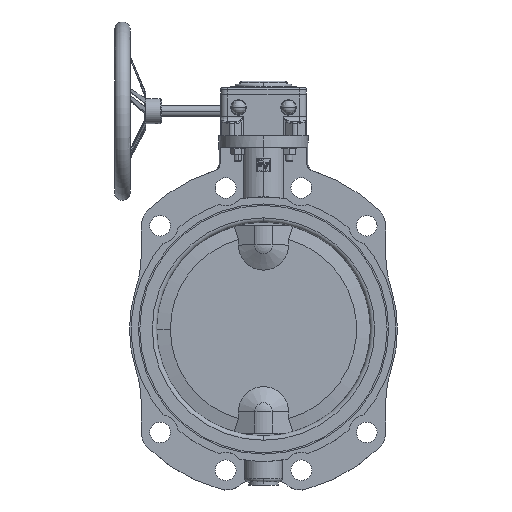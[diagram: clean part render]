
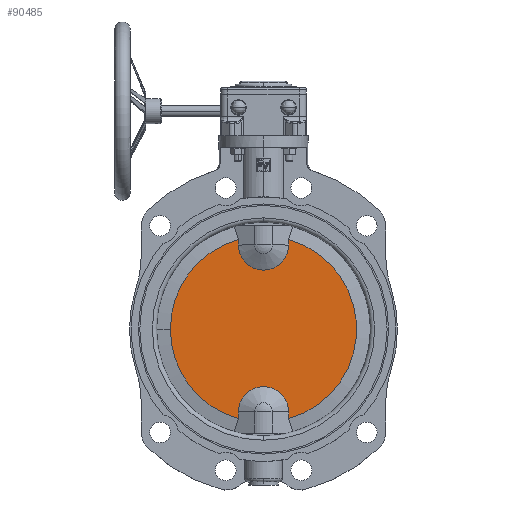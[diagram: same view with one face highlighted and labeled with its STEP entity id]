
A CAD part, top view. The second image highlights one B-rep face of the part: STEP entity #90485.
In plain terms, the highlighted planar face has unit normal (0, 0, 1).
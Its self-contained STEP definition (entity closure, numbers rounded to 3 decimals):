
#643 = CIRCLE ( 'NONE', #57290, 35.278 ) ;
#772 = ORIENTED_EDGE ( 'NONE', *, *, #25553, .T. ) ;
#1403 = CARTESIAN_POINT ( 'NONE',  ( -130.598, 0., 8.5 ) ) ;
#4802 = CARTESIAN_POINT ( 'NONE',  ( 0., 0., 8.5 ) ) ;
#11942 = AXIS2_PLACEMENT_3D ( 'NONE', #1403, #25665, #82133 ) ;
#17195 = DIRECTION ( 'NONE',  ( 0., 1., 0. ) ) ;
#20645 = CARTESIAN_POINT ( 'NONE',  ( 35.278, 125.744, 8.5 ) ) ;
#22797 = EDGE_CURVE ( 'NONE', #90478, #31533, #88512, .T. ) ;
#24263 = CARTESIAN_POINT ( 'NONE',  ( -35.278, 0., 8.5 ) ) ;
#24850 = LINE ( 'NONE', #44983, #57688 ) ;
#25355 = VERTEX_POINT ( 'NONE', #20645 ) ;
#25553 = EDGE_CURVE ( 'NONE', #83942, #38626, #63518, .T. ) ;
#25665 = DIRECTION ( 'NONE',  ( 0., 0., -1. ) ) ;
#27769 = CARTESIAN_POINT ( 'NONE',  ( -35.278, -116., 8.5 ) ) ;
#27980 = DIRECTION ( 'NONE',  ( 0., 1., 0. ) ) ;
#28496 = VERTEX_POINT ( 'NONE', #50786 ) ;
#29302 = DIRECTION ( 'NONE',  ( 1., 0., 0. ) ) ;
#31161 = CIRCLE ( 'NONE', #92140, 130.598 ) ;
#31533 = VERTEX_POINT ( 'NONE', #75451 ) ;
#31793 = DIRECTION ( 'NONE',  ( -1., 0., 0. ) ) ;
#32058 = ORIENTED_EDGE ( 'NONE', *, *, #103764, .T. ) ;
#33159 = ORIENTED_EDGE ( 'NONE', *, *, #104126, .T. ) ;
#33811 = PLANE ( 'NONE',  #11942 ) ;
#36463 = AXIS2_PLACEMENT_3D ( 'NONE', #57896, #82934, #98779 ) ;
#38434 = ORIENTED_EDGE ( 'NONE', *, *, #22797, .F. ) ;
#38626 = VERTEX_POINT ( 'NONE', #53707 ) ;
#40344 = DIRECTION ( 'NONE',  ( 0., 0., 1. ) ) ;
#44231 = CARTESIAN_POINT ( 'NONE',  ( 35.278, 118., 8.5 ) ) ;
#44983 = CARTESIAN_POINT ( 'NONE',  ( 35.278, 0., 8.5 ) ) ;
#45381 = CARTESIAN_POINT ( 'NONE',  ( -130.598, 0., 8.5 ) ) ;
#47907 = ORIENTED_EDGE ( 'NONE', *, *, #99099, .F. ) ;
#50786 = CARTESIAN_POINT ( 'NONE',  ( -35.278, -125.744, 8.5 ) ) ;
#53707 = CARTESIAN_POINT ( 'NONE',  ( -35.278, 125.744, 8.5 ) ) ;
#53794 = CIRCLE ( 'NONE', #84674, 130.598 ) ;
#55233 = LINE ( 'NONE', #24263, #93088 ) ;
#55366 = VERTEX_POINT ( 'NONE', #45381 ) ;
#56921 = VECTOR ( 'NONE', #63837, 1000. ) ;
#57290 = AXIS2_PLACEMENT_3D ( 'NONE', #79116, #40344, #31793 ) ;
#57464 = CARTESIAN_POINT ( 'NONE',  ( 35.278, -125.744, 8.5 ) ) ;
#57688 = VECTOR ( 'NONE', #27980, 1000. ) ;
#57896 = CARTESIAN_POINT ( 'NONE',  ( 0., 118., 8.5 ) ) ;
#59175 = EDGE_CURVE ( 'NONE', #28496, #104656, #55233, .T. ) ;
#59654 = EDGE_CURVE ( 'NONE', #55366, #28496, #53794, .T. ) ;
#61242 = DIRECTION ( 'NONE',  ( 1., 0., 0. ) ) ;
#62225 = ORIENTED_EDGE ( 'NONE', *, *, #99938, .F. ) ;
#63518 = LINE ( 'NONE', #83722, #72302 ) ;
#63837 = DIRECTION ( 'NONE',  ( 0., 1., 0. ) ) ;
#64413 = ORIENTED_EDGE ( 'NONE', *, *, #59654, .T. ) ;
#66428 = VERTEX_POINT ( 'NONE', #44231 ) ;
#66634 = ORIENTED_EDGE ( 'NONE', *, *, #100074, .F. ) ;
#68091 = FACE_OUTER_BOUND ( 'NONE', #90250, .T. ) ;
#69014 = DIRECTION ( 'NONE',  ( 0., 0., 1. ) ) ;
#69374 = CARTESIAN_POINT ( 'NONE',  ( 0., 0., 8.5 ) ) ;
#72302 = VECTOR ( 'NONE', #99226, 1000. ) ;
#75451 = CARTESIAN_POINT ( 'NONE',  ( 35.278, -116., 8.5 ) ) ;
#77633 = CARTESIAN_POINT ( 'NONE',  ( 0., 0., 8.5 ) ) ;
#77915 = AXIS2_PLACEMENT_3D ( 'NONE', #4802, #69014, #61242 ) ;
#78780 = CIRCLE ( 'NONE', #36463, 35.278 ) ;
#79116 = CARTESIAN_POINT ( 'NONE',  ( 0., -116., 8.5 ) ) ;
#82133 = DIRECTION ( 'NONE',  ( -1., 0., 0. ) ) ;
#82934 = DIRECTION ( 'NONE',  ( 0., 0., 1. ) ) ;
#83722 = CARTESIAN_POINT ( 'NONE',  ( -35.278, 0., 8.5 ) ) ;
#83942 = VERTEX_POINT ( 'NONE', #100038 ) ;
#84674 = AXIS2_PLACEMENT_3D ( 'NONE', #69374, #85609, #85943 ) ;
#85609 = DIRECTION ( 'NONE',  ( 0., 0., 1. ) ) ;
#85943 = DIRECTION ( 'NONE',  ( 1., 0., 0. ) ) ;
#86452 = DIRECTION ( 'NONE',  ( 0., 0., 1. ) ) ;
#88512 = LINE ( 'NONE', #97244, #56921 ) ;
#90250 = EDGE_LOOP ( 'NONE', ( #38434, #32058, #47907, #66634, #772, #33159, #64413, #104378, #62225 ) ) ;
#90478 = VERTEX_POINT ( 'NONE', #57464 ) ;
#90485 = ADVANCED_FACE ( 'NONE', ( #68091 ), #33811, .F. ) ;
#92140 = AXIS2_PLACEMENT_3D ( 'NONE', #77633, #86452, #29302 ) ;
#93088 = VECTOR ( 'NONE', #17195, 1000. ) ;
#94430 = CIRCLE ( 'NONE', #77915, 130.598 ) ;
#97244 = CARTESIAN_POINT ( 'NONE',  ( 35.278, 0., 8.5 ) ) ;
#98779 = DIRECTION ( 'NONE',  ( -1., 0., 0. ) ) ;
#99099 = EDGE_CURVE ( 'NONE', #66428, #25355, #24850, .T. ) ;
#99226 = DIRECTION ( 'NONE',  ( 0., 1., 0. ) ) ;
#99938 = EDGE_CURVE ( 'NONE', #31533, #104656, #643, .T. ) ;
#100038 = CARTESIAN_POINT ( 'NONE',  ( -35.278, 118., 8.5 ) ) ;
#100074 = EDGE_CURVE ( 'NONE', #83942, #66428, #78780, .T. ) ;
#103764 = EDGE_CURVE ( 'NONE', #90478, #25355, #94430, .T. ) ;
#104126 = EDGE_CURVE ( 'NONE', #38626, #55366, #31161, .T. ) ;
#104378 = ORIENTED_EDGE ( 'NONE', *, *, #59175, .T. ) ;
#104656 = VERTEX_POINT ( 'NONE', #27769 ) ;
